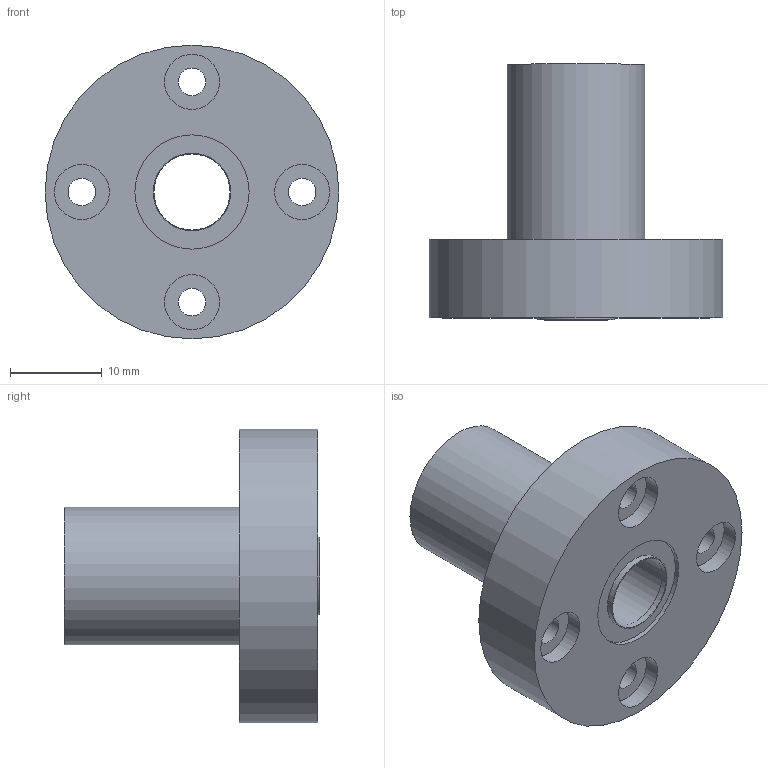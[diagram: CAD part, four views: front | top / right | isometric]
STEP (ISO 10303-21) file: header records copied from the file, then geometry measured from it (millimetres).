
FILE_DESCRIPTION(('FreeCAD Model'),'2;1');
FILE_NAME('8mm linear bearing with flange.stp', '2014-06-28T22:01:40',('FreeCAD'),('FreeCAD'), 'Open CASCADE STEP processor 6.6','FreeCAD','Unknown');
FILE_SCHEMA(('AUTOMOTIVE_DESIGN_CC2 { 1 2 10303 214 -1 1 5 4 }'));
Length unit declared in the file: millimetre
Products named in the file (1): 8mm_Linear_Bearing_with_Flange
Bounding box: 32 x 27.88 x 32 mm (x, y, z)
Volume: 8287.3 mm3; surface area: 4395 mm2
Topology: 1 solids, 1 shells, 26 faces, 45 edges, 30 vertices
Faces by surface type: cylinder 15, plane 11
Full cylindrical faces by diameter (mm): 3 x4, 6 x4, 8.3 x1, 8.45 x1, 9.3 x1, 12.45 x1, 12.7 x1, 15 x1, 32 x1
Entity records: 1343 total; most frequent: CARTESIAN_POINT 348, DIRECTION 193, ORIENTED_EDGE 90, PCURVE 90, DEFINITIONAL_REPRESENTATION 90, LINE 75, VECTOR 75, AXIS2_PLACEMENT_3D 57
